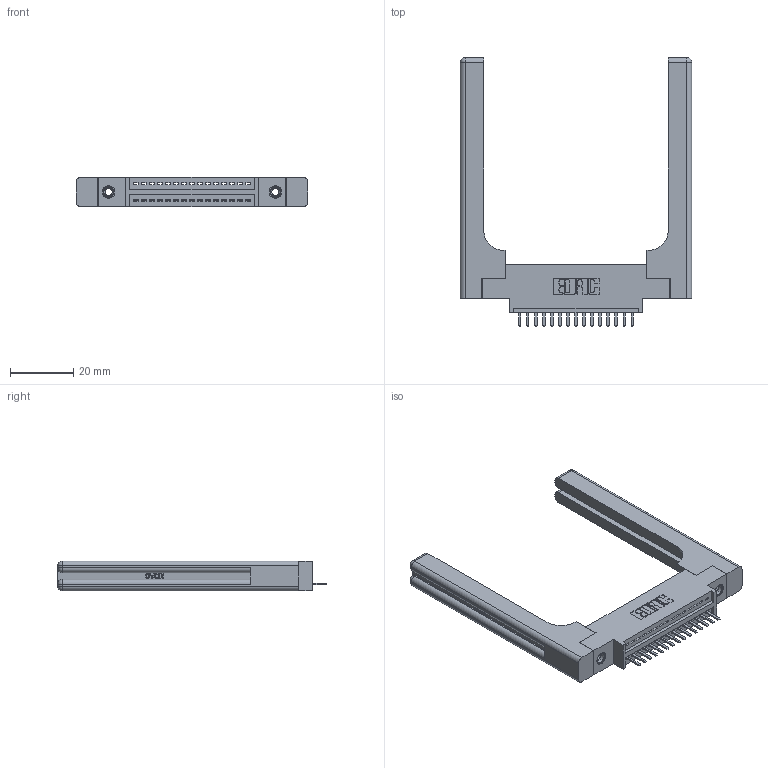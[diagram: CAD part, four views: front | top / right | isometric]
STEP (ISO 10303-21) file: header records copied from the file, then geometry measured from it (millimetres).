
FILE_DESCRIPTION (( 'STEP AP203' ), '1' );
FILE_NAME ('345-015-520-658.STEP', '2019-10-04T11:45:31', ( '' ), ( '' ), 'SwSTEP 2.0', 'SolidWorks 2016', '' );
FILE_SCHEMA (( 'CONFIG_CONTROL_DESIGN' ));
Length unit declared in the file: inch
Products named in the file (5): 345-220-058_345-220-058; 345-015-520-658; 345-292-001_345-293-120; 345-250-001_345-250-001-102; 345 Part_0.170 Offset - 0.156 Dia-TH
Assembly tree (20 placements, depth 2):
  345-015-520-658
    345 Part_0.170 Offset - 0.156 Dia-TH
    345-292-001_345-293-120  x15
    345-250-001_345-250-001-102  x2
    345-220-058_345-220-058  x2
Bounding box: 73.13 x 84.96 x 9.4 mm (x, y, z)
Volume: 15072.9 mm3; surface area: 13652.2 mm2
Topology: 20 solids, 20 shells, 1316 faces, 3779 edges, 2458 vertices
Faces by surface type: plane 862, cylinder 394, bspline 36, cone 12, sphere 8, torus 4
Entity records: 20352 total; most frequent: CARTESIAN_POINT 4510, ORIENTED_EDGE 3244, DIRECTION 2912, EDGE_CURVE 1622, VECTOR 1334, LINE 1334, VERTEX_POINT 1070, AXIS2_PLACEMENT_3D 789
